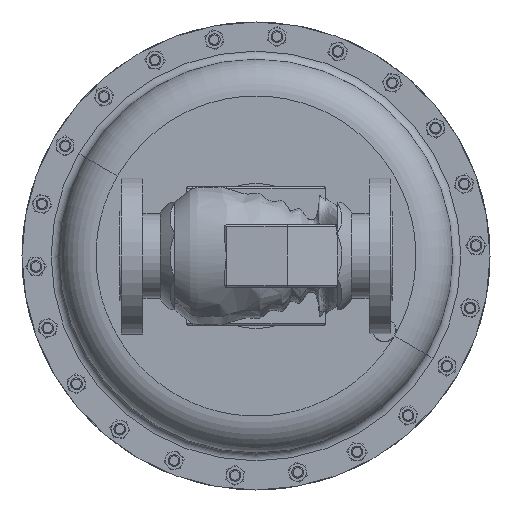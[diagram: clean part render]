
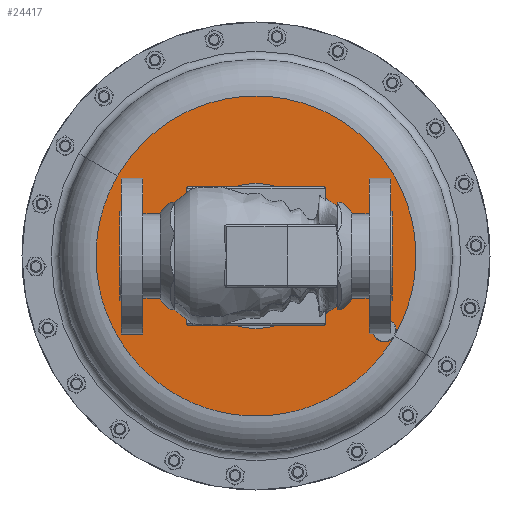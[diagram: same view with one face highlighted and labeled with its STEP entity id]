
A CAD part, front view. The second image highlights one B-rep face of the part: STEP entity #24417.
In plain terms, the highlighted planar face has unit normal (0, -1, 0).
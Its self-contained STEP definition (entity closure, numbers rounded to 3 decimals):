
#1077 = EDGE_CURVE ( 'NONE', #69548, #58029, #2982, .T. ) ;
#2805 = ORIENTED_EDGE ( 'NONE', *, *, #53130, .F. ) ;
#2849 = DIRECTION ( 'NONE',  ( 0.866, 0., -0.5 ) ) ;
#2982 = CIRCLE ( 'NONE', #34128, 0.375 ) ;
#3892 = CARTESIAN_POINT ( 'NONE',  ( 0., 8.92, 2.325 ) ) ;
#5015 = CARTESIAN_POINT ( 'NONE',  ( 0., 8.92, 0. ) ) ;
#5017 = CARTESIAN_POINT ( 'NONE',  ( -2.563, 8.92, -4.438 ) ) ;
#5176 = ORIENTED_EDGE ( 'NONE', *, *, #70013, .F. ) ;
#10700 = DIRECTION ( 'NONE',  ( 0.866, 0., -0.5 ) ) ;
#14138 = EDGE_CURVE ( 'NONE', #69548, #50858, #64538, .T. ) ;
#16040 = AXIS2_PLACEMENT_3D ( 'NONE', #5015, #44527, #10700 ) ;
#16366 = PLANE ( 'NONE',  #31447 ) ;
#16916 = DIRECTION ( 'NONE',  ( 0., 1., 0. ) ) ;
#21499 = VERTEX_POINT ( 'NONE', #3892 ) ;
#22038 = DIRECTION ( 'NONE',  ( -0.866, 0., 0.5 ) ) ;
#23221 = VERTEX_POINT ( 'NONE', #23924 ) ;
#23840 = ORIENTED_EDGE ( 'NONE', *, *, #31597, .F. ) ;
#23924 = CARTESIAN_POINT ( 'NONE',  ( 0., 8.92, -2.325 ) ) ;
#24417 = ADVANCED_FACE ( 'NONE', ( #27761, #41030 ), #16366, .T. ) ;
#25880 = DIRECTION ( 'NONE',  ( 0., 1., 0. ) ) ;
#27654 = AXIS2_PLACEMENT_3D ( 'NONE', #64289, #30450, #70001 ) ;
#27761 = FACE_BOUND ( 'NONE', #46236, .T. ) ;
#29326 = DIRECTION ( 'NONE',  ( 0., -1., 0. ) ) ;
#30450 = DIRECTION ( 'NONE',  ( 0., -1., 0. ) ) ;
#31447 = AXIS2_PLACEMENT_3D ( 'NONE', #5017, #55881, #22038 ) ;
#31597 = EDGE_CURVE ( 'NONE', #50858, #69548, #73209, .T. ) ;
#34128 = AXIS2_PLACEMENT_3D ( 'NONE', #50738, #16916, #56411 ) ;
#34629 = CARTESIAN_POINT ( 'NONE',  ( 4.438, 8.92, -2.563 ) ) ;
#36697 = DIRECTION ( 'NONE',  ( 0., 1., 0. ) ) ;
#36705 = EDGE_CURVE ( 'NONE', #58029, #69548, #64878, .T. ) ;
#41030 = FACE_OUTER_BOUND ( 'NONE', #67526, .T. ) ;
#42262 = ORIENTED_EDGE ( 'NONE', *, *, #14138, .F. ) ;
#43107 = AXIS2_PLACEMENT_3D ( 'NONE', #70558, #36697, #2849 ) ;
#44527 = DIRECTION ( 'NONE',  ( 0., 1., 0. ) ) ;
#45600 = ORIENTED_EDGE ( 'NONE', *, *, #36705, .T. ) ;
#45851 = AXIS2_PLACEMENT_3D ( 'NONE', #59721, #25880, #65413 ) ;
#46236 = EDGE_LOOP ( 'NONE', ( #5176, #2805 ) ) ;
#49219 = CIRCLE ( 'NONE', #27654, 2.325 ) ;
#50738 = CARTESIAN_POINT ( 'NONE',  ( 4.114, 8.92, -2.375 ) ) ;
#50858 = VERTEX_POINT ( 'NONE', #68460 ) ;
#53130 = EDGE_CURVE ( 'NONE', #21499, #23221, #49219, .T. ) ;
#55881 = DIRECTION ( 'NONE',  ( 0., -1., 0. ) ) ;
#56411 = DIRECTION ( 'NONE',  ( 0.866, 0., -0.5 ) ) ;
#56500 = CARTESIAN_POINT ( 'NONE',  ( 3.789, 8.92, -2.188 ) ) ;
#58029 = VERTEX_POINT ( 'NONE', #56500 ) ;
#59721 = CARTESIAN_POINT ( 'NONE',  ( 0., 8.92, 0. ) ) ;
#60363 = AXIS2_PLACEMENT_3D ( 'NONE', #63156, #29326, #68879 ) ;
#63156 = CARTESIAN_POINT ( 'NONE',  ( 0., 8.92, 0. ) ) ;
#64289 = CARTESIAN_POINT ( 'NONE',  ( 0., 8.92, 0. ) ) ;
#64538 = CIRCLE ( 'NONE', #16040, 5.125 ) ;
#64878 = CIRCLE ( 'NONE', #43107, 0.375 ) ;
#65175 = ORIENTED_EDGE ( 'NONE', *, *, #1077, .T. ) ;
#65413 = DIRECTION ( 'NONE',  ( 0.866, 0., -0.5 ) ) ;
#67526 = EDGE_LOOP ( 'NONE', ( #42262, #65175, #45600, #23840 ) ) ;
#68460 = CARTESIAN_POINT ( 'NONE',  ( -4.438, 8.92, 2.563 ) ) ;
#68879 = DIRECTION ( 'NONE',  ( 0., 0., -1. ) ) ;
#69548 = VERTEX_POINT ( 'NONE', #34629 ) ;
#70001 = DIRECTION ( 'NONE',  ( 0., 0., -1. ) ) ;
#70013 = EDGE_CURVE ( 'NONE', #23221, #21499, #72041, .T. ) ;
#70558 = CARTESIAN_POINT ( 'NONE',  ( 4.114, 8.92, -2.375 ) ) ;
#72041 = CIRCLE ( 'NONE', #60363, 2.325 ) ;
#73209 = CIRCLE ( 'NONE', #45851, 5.125 ) ;
